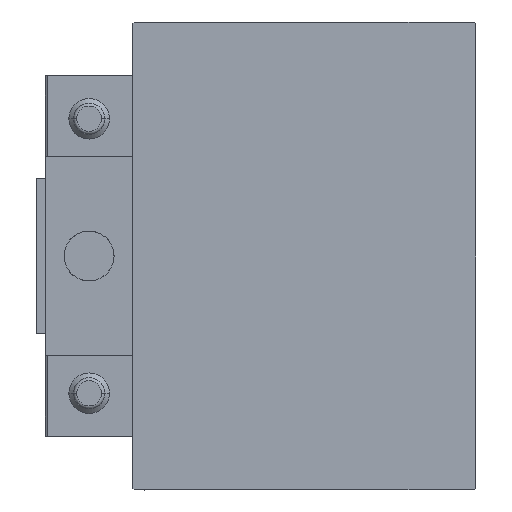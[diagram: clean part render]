
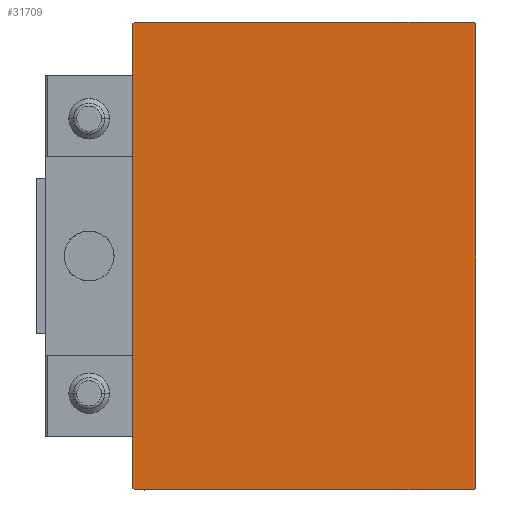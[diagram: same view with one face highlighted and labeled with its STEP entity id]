
A CAD part, left-side view. The second image highlights one B-rep face of the part: STEP entity #31709.
In plain terms, the highlighted face is planar.
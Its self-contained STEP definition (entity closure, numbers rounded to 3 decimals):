
#473 = VERTEX_POINT ( 'NONE', #15148 ) ;
#1025 = CARTESIAN_POINT ( 'NONE',  ( 135., 27.5, 37.2 ) ) ;
#1327 = CARTESIAN_POINT ( 'NONE',  ( 135., -27.5, -37.2 ) ) ;
#2713 = EDGE_CURVE ( 'NONE', #47358, #38459, #11305, .T. ) ;
#3469 = VECTOR ( 'NONE', #39888, 1000. ) ;
#4594 = EDGE_CURVE ( 'NONE', #6691, #47358, #10384, .T. ) ;
#4649 = ORIENTED_EDGE ( 'NONE', *, *, #10060, .T. ) ;
#6691 = VERTEX_POINT ( 'NONE', #20503 ) ;
#6986 = VECTOR ( 'NONE', #49739, 1000. ) ;
#7032 = CARTESIAN_POINT ( 'NONE',  ( 135., -32.35, 32.35 ) ) ;
#7264 = DIRECTION ( 'NONE',  ( 0., -0.707, 0.707 ) ) ;
#7605 = VERTEX_POINT ( 'NONE', #22005 ) ;
#8034 = DIRECTION ( 'NONE',  ( 0., -0.707, -0.707 ) ) ;
#8132 = DIRECTION ( 'NONE',  ( 1., 0., 0. ) ) ;
#9499 = LINE ( 'NONE', #36307, #3469 ) ;
#10060 = EDGE_CURVE ( 'NONE', #48967, #7605, #18114, .T. ) ;
#10175 = EDGE_CURVE ( 'NONE', #11397, #48967, #9499, .T. ) ;
#10384 = LINE ( 'NONE', #18697, #17034 ) ;
#10496 = VECTOR ( 'NONE', #7264, 1000. ) ;
#10740 = VECTOR ( 'NONE', #49268, 1000. ) ;
#11003 = VECTOR ( 'NONE', #43626, 1000. ) ;
#11175 = PLANE ( 'NONE',  #36686 ) ;
#11305 = LINE ( 'NONE', #15349, #10496 ) ;
#11397 = VERTEX_POINT ( 'NONE', #1327 ) ;
#12523 = VERTEX_POINT ( 'NONE', #22593 ) ;
#12560 = VECTOR ( 'NONE', #8034, 1000. ) ;
#14361 = ORIENTED_EDGE ( 'NONE', *, *, #36952, .T. ) ;
#14527 = LINE ( 'NONE', #38324, #6986 ) ;
#15148 = CARTESIAN_POINT ( 'NONE',  ( 135., -27.5, 37.2 ) ) ;
#15349 = CARTESIAN_POINT ( 'NONE',  ( 135., 32.35, 32.35 ) ) ;
#16776 = LINE ( 'NONE', #32224, #19930 ) ;
#17034 = VECTOR ( 'NONE', #45334, 1000. ) ;
#18114 = LINE ( 'NONE', #33568, #10740 ) ;
#18697 = CARTESIAN_POINT ( 'NONE',  ( 135., 27.5, -37.5 ) ) ;
#19237 = DIRECTION ( 'NONE',  ( 0., 0., -1. ) ) ;
#19930 = VECTOR ( 'NONE', #47684, 1000. ) ;
#20503 = CARTESIAN_POINT ( 'NONE',  ( 135., 27.5, -37.2 ) ) ;
#21537 = CARTESIAN_POINT ( 'NONE',  ( 135., 32.35, -32.35 ) ) ;
#21877 = ORIENTED_EDGE ( 'NONE', *, *, #4594, .T. ) ;
#22005 = CARTESIAN_POINT ( 'NONE',  ( 135., 27.2, -37.5 ) ) ;
#22593 = CARTESIAN_POINT ( 'NONE',  ( 135., -27.2, 37.5 ) ) ;
#23942 = ORIENTED_EDGE ( 'NONE', *, *, #38939, .T. ) ;
#25359 = LINE ( 'NONE', #21537, #11003 ) ;
#27244 = ORIENTED_EDGE ( 'NONE', *, *, #10175, .T. ) ;
#27261 = LINE ( 'NONE', #7032, #12560 ) ;
#28041 = ORIENTED_EDGE ( 'NONE', *, *, #36379, .T. ) ;
#30421 = FACE_OUTER_BOUND ( 'NONE', #35949, .T. ) ;
#31709 = ADVANCED_FACE ( 'NONE', ( #30421 ), #11175, .T. ) ;
#32224 = CARTESIAN_POINT ( 'NONE',  ( 135., 27.5, 37.5 ) ) ;
#33568 = CARTESIAN_POINT ( 'NONE',  ( 135., -27.5, -37.5 ) ) ;
#33652 = CARTESIAN_POINT ( 'NONE',  ( 135., -27.2, -37.5 ) ) ;
#35949 = EDGE_LOOP ( 'NONE', ( #4649, #14361, #21877, #46046, #38631, #28041, #23942, #27244 ) ) ;
#36307 = CARTESIAN_POINT ( 'NONE',  ( 135., -32.35, -32.35 ) ) ;
#36379 = EDGE_CURVE ( 'NONE', #12523, #473, #27261, .T. ) ;
#36686 = AXIS2_PLACEMENT_3D ( 'NONE', #38757, #8132, #19237 ) ;
#36952 = EDGE_CURVE ( 'NONE', #7605, #6691, #25359, .T. ) ;
#38324 = CARTESIAN_POINT ( 'NONE',  ( 135., -27.5, 37.5 ) ) ;
#38459 = VERTEX_POINT ( 'NONE', #41826 ) ;
#38631 = ORIENTED_EDGE ( 'NONE', *, *, #39210, .T. ) ;
#38757 = CARTESIAN_POINT ( 'NONE',  ( 135., 0., 0. ) ) ;
#38939 = EDGE_CURVE ( 'NONE', #473, #11397, #14527, .T. ) ;
#39210 = EDGE_CURVE ( 'NONE', #38459, #12523, #16776, .T. ) ;
#39888 = DIRECTION ( 'NONE',  ( 0., 0.707, -0.707 ) ) ;
#41826 = CARTESIAN_POINT ( 'NONE',  ( 135., 27.2, 37.5 ) ) ;
#43626 = DIRECTION ( 'NONE',  ( 0., 0.707, 0.707 ) ) ;
#45334 = DIRECTION ( 'NONE',  ( 0., 0., 1. ) ) ;
#46046 = ORIENTED_EDGE ( 'NONE', *, *, #2713, .T. ) ;
#47358 = VERTEX_POINT ( 'NONE', #1025 ) ;
#47684 = DIRECTION ( 'NONE',  ( 0., -1., 0. ) ) ;
#48967 = VERTEX_POINT ( 'NONE', #33652 ) ;
#49268 = DIRECTION ( 'NONE',  ( 0., 1., 0. ) ) ;
#49739 = DIRECTION ( 'NONE',  ( 0., 0., -1. ) ) ;
